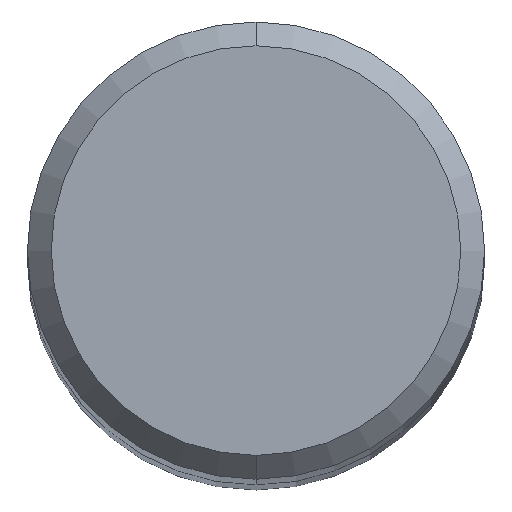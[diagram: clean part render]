
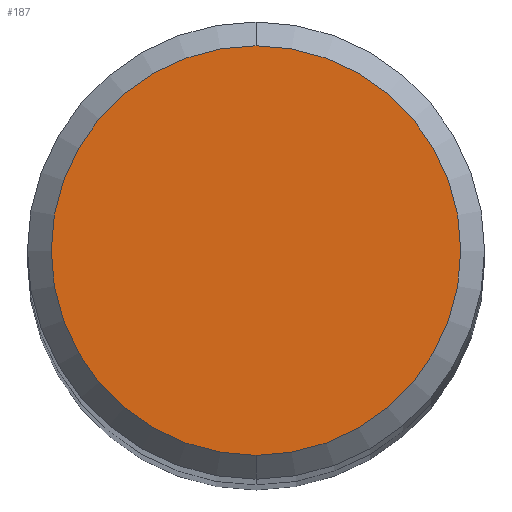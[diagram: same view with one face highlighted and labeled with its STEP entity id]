
A CAD part, top view. The second image highlights one B-rep face of the part: STEP entity #187.
In plain terms, the highlighted planar face has unit normal (0, 0, 1).
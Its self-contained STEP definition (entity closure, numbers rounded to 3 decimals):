
#161=EDGE_CURVE('',#373,#203,#436,.T.);
#187=ADVANCED_FACE('',(#464),#465,.T.);
#203=VERTEX_POINT('',#482);
#353=EDGE_CURVE('',#203,#373,#645,.T.);
#373=VERTEX_POINT('',#667);
#436=CIRCLE('',#730,4.3);
#464=FACE_OUTER_BOUND('',#777,.T.);
#465=PLANE('',#778);
#482=CARTESIAN_POINT('',(0.,-4.3,0.0));
#645=CIRCLE('',#1206,4.3);
#667=CARTESIAN_POINT('',(0.0,4.3,0.0));
#730=AXIS2_PLACEMENT_3D('',#1347,#1348,#1349);
#777=EDGE_LOOP('',(#1383,#1384));
#778=AXIS2_PLACEMENT_3D('',#1385,#1386,#1387);
#1206=AXIS2_PLACEMENT_3D('',#1566,#1567,#1568);
#1347=CARTESIAN_POINT('',(0.0,0.0,0.0));
#1348=DIRECTION('',(0.0,0.0,-1.0));
#1349=DIRECTION('',(0.0,1.0,0.0));
#1383=ORIENTED_EDGE('',*,*,#161,.F.);
#1384=ORIENTED_EDGE('',*,*,#353,.F.);
#1385=CARTESIAN_POINT('',(0.0,2.15,0.0));
#1386=DIRECTION('',(-0.0,0.0,1.0));
#1387=DIRECTION('',(0.0,-1.0,0.0));
#1566=CARTESIAN_POINT('',(0.0,0.0,0.0));
#1567=DIRECTION('',(0.0,0.0,-1.0));
#1568=DIRECTION('',(0.0,1.0,0.0));
